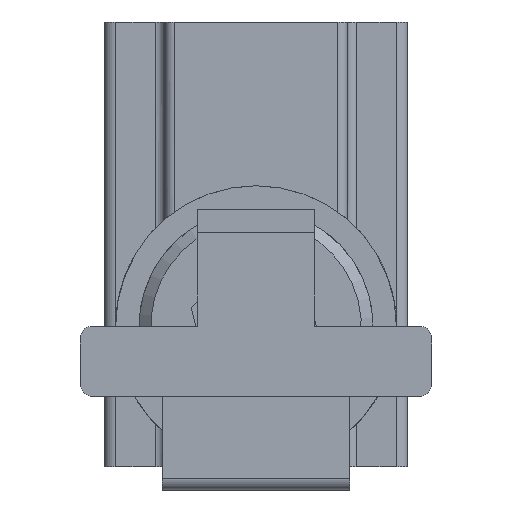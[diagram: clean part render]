
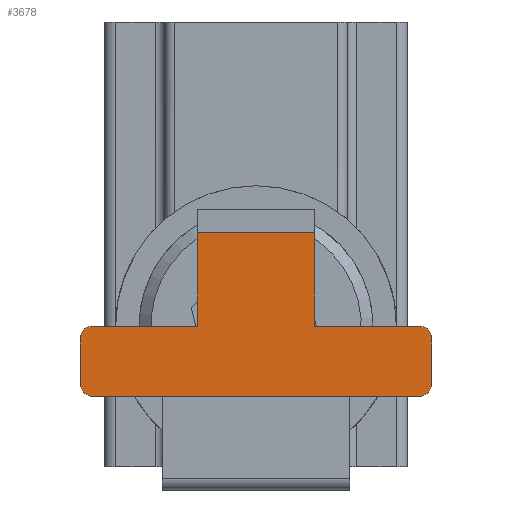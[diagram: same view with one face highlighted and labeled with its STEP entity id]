
A CAD part, front view. The second image highlights one B-rep face of the part: STEP entity #3678.
In plain terms, the highlighted face is planar.
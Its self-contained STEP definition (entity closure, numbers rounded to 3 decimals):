
#2831=CARTESIAN_POINT('',(-3.,6.5,7.));
#2832=VERTEX_POINT('',#2831);
#2839=CARTESIAN_POINT('',(-3.,6.5,11.0));
#2840=VERTEX_POINT('',#2839);
#2841=CARTESIAN_POINT('',(-3.,6.5,11.0));
#2842=DIRECTION('',(0.0,0.0,-1.0));
#2843=VECTOR('',#2842,4.);
#2844=LINE('',#2841,#2843);
#2845=EDGE_CURVE('',#2840,#2832,#2844,.T.);
#2929=CARTESIAN_POINT('',(-3.,11.,7.));
#2930=VERTEX_POINT('',#2929);
#2937=CARTESIAN_POINT('',(-3.,6.5,7.));
#2938=DIRECTION('',(0.0,1.0,0.0));
#2939=VECTOR('',#2938,4.5);
#2940=LINE('',#2937,#2939);
#2941=EDGE_CURVE('',#2832,#2930,#2940,.T.);
#2952=CARTESIAN_POINT('',(-3.,1.5,7.));
#2953=VERTEX_POINT('',#2952);
#2960=CARTESIAN_POINT('',(-3.,-3.,7.));
#2961=VERTEX_POINT('',#2960);
#2962=CARTESIAN_POINT('',(-3.,-3.,7.));
#2963=DIRECTION('',(0.0,1.0,0.0));
#2964=VECTOR('',#2963,4.5);
#2965=LINE('',#2962,#2964);
#2966=EDGE_CURVE('',#2961,#2953,#2965,.T.);
#3311=CARTESIAN_POINT('',(-3.,-3.5,6.5));
#3312=VERTEX_POINT('',#3311);
#3313=CARTESIAN_POINT('',(-3.,-3.,6.5));
#3314=DIRECTION('',(1.0,0.0,0.0));
#3315=DIRECTION('',(0.0,-0.707,0.707));
#3316=AXIS2_PLACEMENT_3D('',#3313,#3314,#3315);
#3317=CIRCLE('',#3316,0.5);
#3318=EDGE_CURVE('',#2961,#3312,#3317,.T.);
#3413=CARTESIAN_POINT('',(-3.,-3.5,4.5));
#3414=VERTEX_POINT('',#3413);
#3415=CARTESIAN_POINT('',(-3.,-3.5,4.5));
#3416=DIRECTION('',(0.0,0.0,1.0));
#3417=VECTOR('',#3416,2.);
#3418=LINE('',#3415,#3417);
#3419=EDGE_CURVE('',#3414,#3312,#3418,.T.);
#3436=CARTESIAN_POINT('',(-3.,-3.0,4.));
#3437=VERTEX_POINT('',#3436);
#3438=CARTESIAN_POINT('',(-3.,-3.0,4.5));
#3439=DIRECTION('',(1.0,0.0,0.0));
#3440=DIRECTION('',(0.0,-0.707,-0.707));
#3441=AXIS2_PLACEMENT_3D('',#3438,#3439,#3440);
#3442=CIRCLE('',#3441,0.5);
#3443=EDGE_CURVE('',#3414,#3437,#3442,.T.);
#3461=CARTESIAN_POINT('',(-3.,11.5,6.5));
#3462=VERTEX_POINT('',#3461);
#3463=CARTESIAN_POINT('',(-3.,11.,6.5));
#3464=DIRECTION('',(1.0,0.0,0.0));
#3465=DIRECTION('',(0.0,0.707,0.707));
#3466=AXIS2_PLACEMENT_3D('',#3463,#3464,#3465);
#3467=CIRCLE('',#3466,0.5);
#3468=EDGE_CURVE('',#3462,#2930,#3467,.T.);
#3488=CARTESIAN_POINT('',(-3.,11.5,4.5));
#3489=VERTEX_POINT('',#3488);
#3496=CARTESIAN_POINT('',(-3.,11.5,6.5));
#3497=DIRECTION('',(0.0,0.0,-1.0));
#3498=VECTOR('',#3497,2.);
#3499=LINE('',#3496,#3498);
#3500=EDGE_CURVE('',#3462,#3489,#3499,.T.);
#3510=CARTESIAN_POINT('',(-3.,11.0,4.));
#3511=VERTEX_POINT('',#3510);
#3512=CARTESIAN_POINT('',(-3.,11.0,4.5));
#3513=DIRECTION('',(1.0,0.0,0.0));
#3514=DIRECTION('',(0.0,0.707,-0.707));
#3515=AXIS2_PLACEMENT_3D('',#3512,#3513,#3514);
#3516=CIRCLE('',#3515,0.5);
#3517=EDGE_CURVE('',#3511,#3489,#3516,.T.);
#3536=CARTESIAN_POINT('',(-3.,11.,4.));
#3537=DIRECTION('',(0.0,-1.0,0.0));
#3538=VECTOR('',#3537,14.);
#3539=LINE('',#3536,#3538);
#3540=EDGE_CURVE('',#3511,#3437,#3539,.T.);
#3591=CARTESIAN_POINT('',(-3.,1.5,11.0));
#3592=VERTEX_POINT('',#3591);
#3593=CARTESIAN_POINT('',(-3.,1.5,11.0));
#3594=DIRECTION('',(0.0,1.0,0.0));
#3595=VECTOR('',#3594,5.);
#3596=LINE('',#3593,#3595);
#3597=EDGE_CURVE('',#3592,#2840,#3596,.T.);
#3643=CARTESIAN_POINT('',(-3.,1.5,7.));
#3644=DIRECTION('',(0.0,0.0,1.0));
#3645=VECTOR('',#3644,4.);
#3646=LINE('',#3643,#3645);
#3647=EDGE_CURVE('',#2953,#3592,#3646,.T.);
#3659=CARTESIAN_POINT('',(-3.,4.,9.5));
#3660=DIRECTION('',(1.0,0.0,0.0));
#3661=DIRECTION('',(0.0,0.0,-1.0));
#3662=AXIS2_PLACEMENT_3D('',#3659,#3660,#3661);
#3663=PLANE('',#3662);
#3664=ORIENTED_EDGE('',*,*,#3318,.F.);
#3665=ORIENTED_EDGE('',*,*,#2966,.T.);
#3666=ORIENTED_EDGE('',*,*,#3647,.T.);
#3667=ORIENTED_EDGE('',*,*,#3597,.T.);
#3668=ORIENTED_EDGE('',*,*,#2845,.T.);
#3669=ORIENTED_EDGE('',*,*,#2941,.T.);
#3670=ORIENTED_EDGE('',*,*,#3468,.F.);
#3671=ORIENTED_EDGE('',*,*,#3500,.T.);
#3672=ORIENTED_EDGE('',*,*,#3517,.F.);
#3673=ORIENTED_EDGE('',*,*,#3540,.T.);
#3674=ORIENTED_EDGE('',*,*,#3443,.F.);
#3675=ORIENTED_EDGE('',*,*,#3419,.T.);
#3676=EDGE_LOOP('',(#3664,#3665,#3666,#3667,#3668,#3669,#3670,#3671,#3672,#3673,#3674,#3675));
#3677=FACE_OUTER_BOUND('',#3676,.T.);
#3678=ADVANCED_FACE('',(#3677),#3663,.F.);
